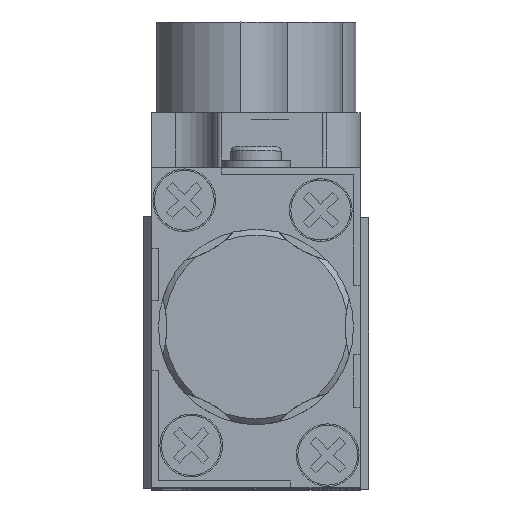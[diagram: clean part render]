
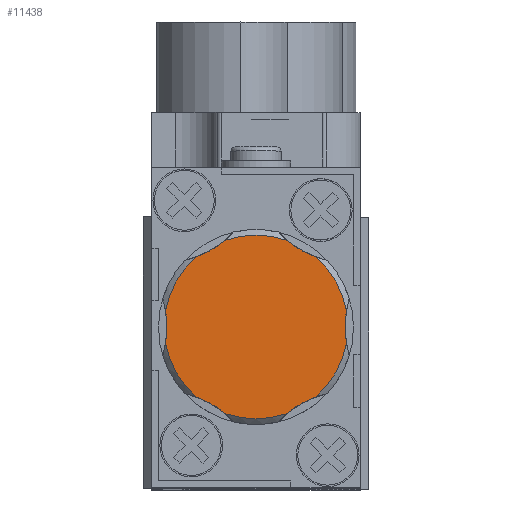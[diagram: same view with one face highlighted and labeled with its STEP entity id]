
A CAD part, top view. The second image highlights one B-rep face of the part: STEP entity #11438.
In plain terms, the highlighted planar face has unit normal (0, 0, 1).
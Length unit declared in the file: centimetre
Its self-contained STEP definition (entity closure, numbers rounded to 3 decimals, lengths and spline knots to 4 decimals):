
#653=PLANE($,#12451);
#3479=FACE_OUTER_BOUND($,#4271,.T.);
#4271=EDGE_LOOP($,(#10531,#10532,#10533,#10534,#10535,#10536,#10537,#10538,
#10539,#10540,#10541,#10542));
#4586=CIRCLE($,#12314,0.7);
#4649=CIRCLE($,#12437,0.66);
#4652=CIRCLE($,#12441,0.66);
#4653=CIRCLE($,#12443,0.66);
#4655=CIRCLE($,#12446,0.66);
#4657=CIRCLE($,#12449,0.66);
#4659=CIRCLE($,#12452,0.7);
#4660=CIRCLE($,#12453,0.7);
#4661=CIRCLE($,#12454,0.66);
#4662=CIRCLE($,#12455,0.7);
#4663=CIRCLE($,#12456,0.7);
#4664=CIRCLE($,#12457,0.7);
#5679=VERTEX_POINT($,#21600);
#5680=VERTEX_POINT($,#21607);
#5800=VERTEX_POINT($,#22206);
#5801=VERTEX_POINT($,#22213);
#5804=VERTEX_POINT($,#22226);
#5805=VERTEX_POINT($,#22235);
#5808=VERTEX_POINT($,#22247);
#5809=VERTEX_POINT($,#22254);
#5812=VERTEX_POINT($,#22266);
#5813=VERTEX_POINT($,#22273);
#5815=VERTEX_POINT($,#22285);
#5816=VERTEX_POINT($,#22287);
#7212=EDGE_CURVE($,#5680,#5679,#4586,.T.);
#7382=EDGE_CURVE($,#5800,#5801,#4649,.T.);
#7387=EDGE_CURVE($,#5804,#5679,#4652,.T.);
#7388=EDGE_CURVE($,#5680,#5805,#4653,.T.);
#7392=EDGE_CURVE($,#5808,#5809,#4655,.T.);
#7396=EDGE_CURVE($,#5812,#5813,#4657,.T.);
#7399=EDGE_CURVE($,#5804,#5801,#4659,.T.);
#7400=EDGE_CURVE($,#5800,#5815,#4660,.T.);
#7401=EDGE_CURVE($,#5816,#5815,#4661,.T.);
#7402=EDGE_CURVE($,#5816,#5813,#4662,.T.);
#7403=EDGE_CURVE($,#5812,#5809,#4663,.T.);
#7404=EDGE_CURVE($,#5808,#5805,#4664,.T.);
#10531=ORIENTED_EDGE($,*,*,#7212,.T.);
#10532=ORIENTED_EDGE($,*,*,#7387,.F.);
#10533=ORIENTED_EDGE($,*,*,#7399,.T.);
#10534=ORIENTED_EDGE($,*,*,#7382,.F.);
#10535=ORIENTED_EDGE($,*,*,#7400,.T.);
#10536=ORIENTED_EDGE($,*,*,#7401,.F.);
#10537=ORIENTED_EDGE($,*,*,#7402,.T.);
#10538=ORIENTED_EDGE($,*,*,#7396,.F.);
#10539=ORIENTED_EDGE($,*,*,#7403,.T.);
#10540=ORIENTED_EDGE($,*,*,#7392,.F.);
#10541=ORIENTED_EDGE($,*,*,#7404,.T.);
#10542=ORIENTED_EDGE($,*,*,#7388,.F.);
#11438=ADVANCED_FACE($,(#3479),#653,.T.);
#12314=AXIS2_PLACEMENT_3D($,#21608,#15056,#15057);
#12437=AXIS2_PLACEMENT_3D($,#22214,#15375,#15376);
#12441=AXIS2_PLACEMENT_3D($,#22233,#15383,#15384);
#12443=AXIS2_PLACEMENT_3D($,#22236,#15387,#15388);
#12446=AXIS2_PLACEMENT_3D($,#22255,#15393,#15394);
#12449=AXIS2_PLACEMENT_3D($,#22274,#15399,#15400);
#12451=AXIS2_PLACEMENT_3D($,#22283,#15403,#15404);
#12452=AXIS2_PLACEMENT_3D($,#22284,#15405,#15406);
#12453=AXIS2_PLACEMENT_3D($,#22286,#15407,#15408);
#12454=AXIS2_PLACEMENT_3D($,#22288,#15409,#15410);
#12455=AXIS2_PLACEMENT_3D($,#22289,#15411,#15412);
#12456=AXIS2_PLACEMENT_3D($,#22290,#15413,#15414);
#12457=AXIS2_PLACEMENT_3D($,#22291,#15415,#15416);
#15056=DIRECTION('center_axis',(0.,0.,
-1.));
#15057=DIRECTION('ref_axis',(-1.,0.,0.));
#15375=DIRECTION('center_axis',(0.,0.,
-1.));
#15376=DIRECTION('ref_axis',(-1.,0.,0.));
#15383=DIRECTION('center_axis',(0.,0.,
-1.));
#15384=DIRECTION('ref_axis',(-1.,0.,0.));
#15387=DIRECTION('center_axis',(0.,0.,
-1.));
#15388=DIRECTION('ref_axis',(-1.,0.,0.));
#15393=DIRECTION('center_axis',(0.,0.,
-1.));
#15394=DIRECTION('ref_axis',(-1.,0.,0.));
#15399=DIRECTION('center_axis',(0.,0.,
-1.));
#15400=DIRECTION('ref_axis',(-1.,0.,0.));
#15403=DIRECTION('center_axis',(0.,0.,
1.));
#15404=DIRECTION('ref_axis',(-1.,0.,0.));
#15405=DIRECTION('center_axis',(0.,0.,
-1.));
#15406=DIRECTION('ref_axis',(-1.,0.,0.));
#15407=DIRECTION('center_axis',(0.,0.,
-1.));
#15408=DIRECTION('ref_axis',(-1.,0.,0.));
#15409=DIRECTION('center_axis',(0.,0.,
-1.));
#15410=DIRECTION('ref_axis',(-1.,0.,0.));
#15411=DIRECTION('center_axis',(0.,0.,
-1.));
#15412=DIRECTION('ref_axis',(-1.,0.,0.));
#15413=DIRECTION('center_axis',(0.,0.,
-1.));
#15414=DIRECTION('ref_axis',(-1.,0.,0.));
#15415=DIRECTION('center_axis',(0.,0.,
-1.));
#15416=DIRECTION('ref_axis',(-1.,0.,0.));
#21600=CARTESIAN_POINT('',(0.6238,0.244,7.575));
#21607=CARTESIAN_POINT('',(0.6238,0.0086,7.575));
#21608=CARTESIAN_POINT('Origin',(1.3138,0.1263,7.575));
#22206=CARTESIAN_POINT('',(-0.2484,0.7476,7.575));
#22213=CARTESIAN_POINT('',(0.1971,0.7476,7.575));
#22214=CARTESIAN_POINT('Origin',(-0.0256,0.1263,
7.575));
#22226=CARTESIAN_POINT('',(0.401,0.6299,7.575));
#22233=CARTESIAN_POINT('Origin',(-0.0256,0.1263,
7.575));
#22235=CARTESIAN_POINT('',(0.401,-0.3772,7.575));
#22236=CARTESIAN_POINT('Origin',(-0.0256,0.1263,
7.575));
#22247=CARTESIAN_POINT('',(0.1971,-0.4949,7.575));
#22254=CARTESIAN_POINT('',(-0.2484,-0.4949,7.575));
#22255=CARTESIAN_POINT('Origin',(-0.0256,0.1263,
7.575));
#22266=CARTESIAN_POINT('',(-0.4523,-0.3772,7.575));
#22273=CARTESIAN_POINT('',(-0.6751,0.0086,7.575));
#22274=CARTESIAN_POINT('Origin',(-0.0256,0.1263,
7.575));
#22283=CARTESIAN_POINT('Origin',(-0.0256,0.1263,
7.575));
#22284=CARTESIAN_POINT('Origin',(0.6441,1.2863,7.575));
#22285=CARTESIAN_POINT('',(-0.4523,0.6299,7.575));
#22286=CARTESIAN_POINT('Origin',(-0.6954,1.2863,7.575));
#22287=CARTESIAN_POINT('',(-0.6751,0.244,7.575));
#22288=CARTESIAN_POINT('Origin',(-0.0256,0.1263,
7.575));
#22289=CARTESIAN_POINT('Origin',(-1.3651,0.1263,7.575));
#22290=CARTESIAN_POINT('Origin',(-0.6954,-1.0337,7.575));
#22291=CARTESIAN_POINT('Origin',(0.6441,-1.0337,7.575));
